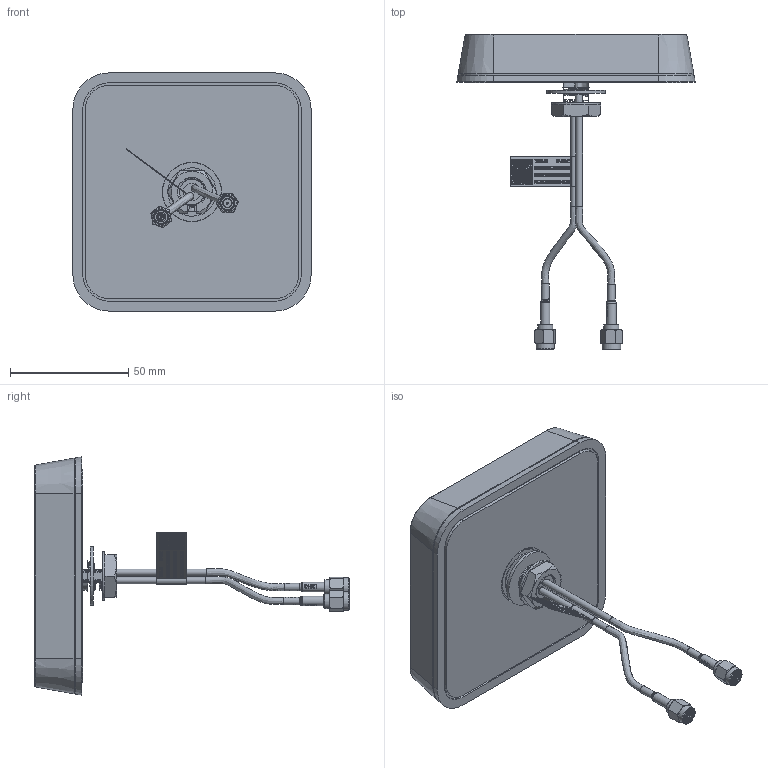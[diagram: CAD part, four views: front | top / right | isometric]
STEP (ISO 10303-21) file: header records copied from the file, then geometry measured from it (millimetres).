
FILE_DESCRIPTION (( 'STEP AP214' ), '1' );
FILE_NAME ('EDW.006610-MA582.W.001-3-In-1-Antennna-(D03).STEP', '2025-06-12T19:10:59', ( '' ), ( '' ), 'SwSTEP 2.0', 'SolidWorks 2022', '' );
FILE_SCHEMA (( 'AUTOMOTIVE_DESIGN' ));
Length unit declared in the file: millimetre
Products named in the file (1): EDW.006610-MA582.W.001-3-In-1-Antennna-(D03)
Bounding box: 100.99 x 133.4 x 100.99 mm (x, y, z)
Surface area: 40945.6 mm2 (no closed solid volume)
Topology: 0 solids, 258 shells, 478 faces, 6224 edges, 5992 vertices
Faces by surface type: plane 323, cylinder 70, bspline 33, cone 27, torus 25
Full cylindrical faces by diameter (mm): 0.92 x2, 2.9 x2, 3.15 x2, 3.2 x1, 4 x2, 6.35 x2, 6.4 x2, 7.8 x2, 20.5 x1, 24.9 x1, 25 x1
Entity records: 82540 total; most frequent: CARTESIAN_POINT 37985, ORIENTED_EDGE 6590, EDGE_CURVE 6172, DIRECTION 6117, VERTEX_POINT 5981, LINE 4779, VECTOR 4779, B_SPLINE_CURVE_WITH_KNOTS 1059
